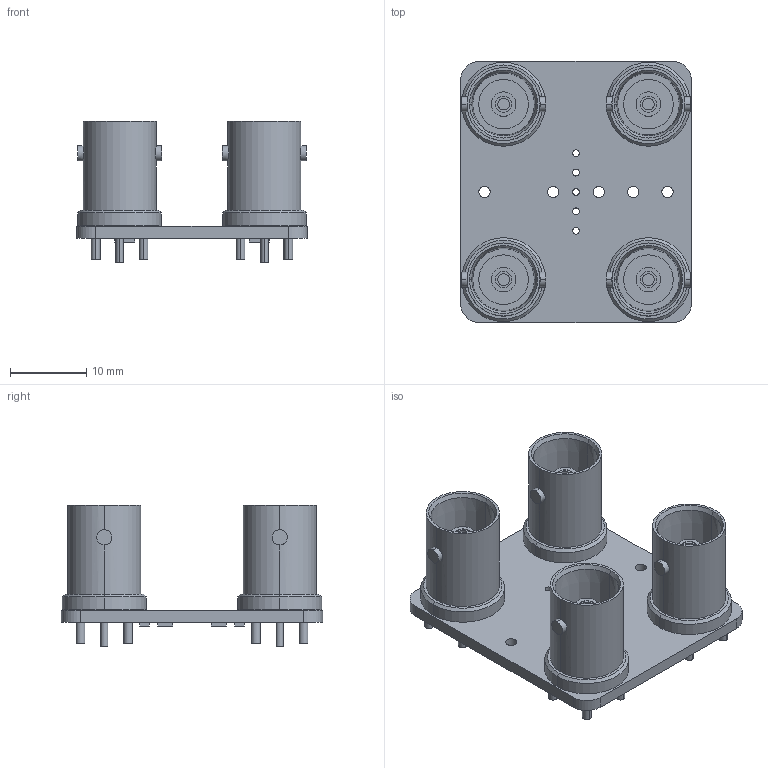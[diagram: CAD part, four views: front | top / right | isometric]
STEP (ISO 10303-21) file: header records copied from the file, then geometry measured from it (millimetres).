
FILE_DESCRIPTION(('Open CASCADE Model'),'2;1');
FILE_NAME('Open CASCADE Shape Model','2020-09-30T11:58:12',('Author'),( 'Open CASCADE'),'Open CASCADE STEP processor 6.8','Open CASCADE 6.8' ,'Unknown');
FILE_SCHEMA(('AUTOMOTIVE_DESIGN { 1 0 10303 214 1 1 1 1 }'));
Length unit declared in the file: millimetre
Products named in the file (17): PCB; BoardRTB2k_Pattern_Gen_Adapter; Open CASCADE STEP translator 6.8 1.1.1; R12RTB2k_Pattern_Gen_Adapter; User_Library-R_0805; R11RTB2k_Pattern_Gen_Adapter; R8RTB2k_Pattern_Gen_Adapter; R7RTB2k_Pattern_Gen_Adapter; P0RTB2k_Pattern_Gen_Adapter; c-5-1634503-3-d-3d; P1RTB2k_Pattern_Gen_Adapter; P2RTB2k_Pattern_Gen_Adapter; P3RTB2k_Pattern_Gen_Adapter; R5RTB2k_Pattern_Gen_Adapter; R6RTB2k_Pattern_Gen_Adapter; R9RTB2k_Pattern_Gen_Adapter; R10RTB2k_Pattern_Gen_Adapter
Assembly tree (26 placements, depth 3):
  PCB
    BoardRTB2k_Pattern_Gen_Adapter
      Open CASCADE STEP translator 6.8 1.1.1
    R12RTB2k_Pattern_Gen_Adapter
      User_Library-R_0805
    R11RTB2k_Pattern_Gen_Adapter
      User_Library-R_0805
    R8RTB2k_Pattern_Gen_Adapter
      User_Library-R_0805
    R7RTB2k_Pattern_Gen_Adapter
      User_Library-R_0805
    P0RTB2k_Pattern_Gen_Adapter
      c-5-1634503-3-d-3d
    P1RTB2k_Pattern_Gen_Adapter
      c-5-1634503-3-d-3d
    P2RTB2k_Pattern_Gen_Adapter
      c-5-1634503-3-d-3d
    P3RTB2k_Pattern_Gen_Adapter
      c-5-1634503-3-d-3d
    R5RTB2k_Pattern_Gen_Adapter
      User_Library-R_0805
    R6RTB2k_Pattern_Gen_Adapter
      User_Library-R_0805
    R9RTB2k_Pattern_Gen_Adapter
      User_Library-R_0805
    R10RTB2k_Pattern_Gen_Adapter
      User_Library-R_0805
Bounding box: 30.26 x 34.26 x 18.6 mm (x, y, z)
Volume: 4176.9 mm3; surface area: 6351.9 mm2
Topology: 37 solids, 37 shells, 1004 faces, 2434 edges, 1612 vertices
Faces by surface type: plane 506, bspline 336, cylinder 138, cone 24
Full cylindrical faces by diameter (mm): 0.9 x5, 1.1 x4, 1.4 x16, 1.5 x5
Entity records: 9013 total; most frequent: CARTESIAN_POINT 3698, ORIENTED_EDGE 902, DIRECTION 825, EDGE_CURVE 451, VERTEX_POINT 298, AXIS2_PLACEMENT_3D 293, FACE_BOUND 263, EDGE_LOOP 263
